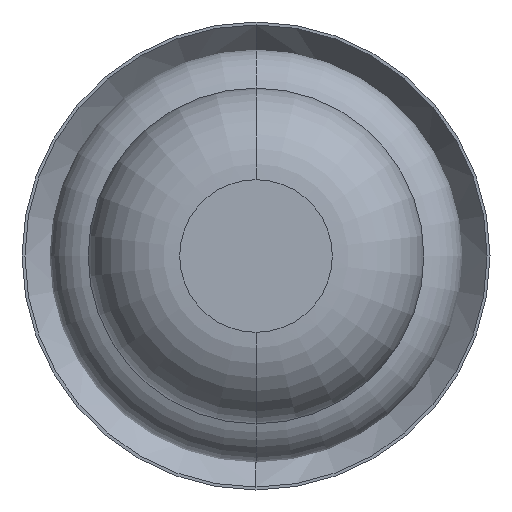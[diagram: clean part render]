
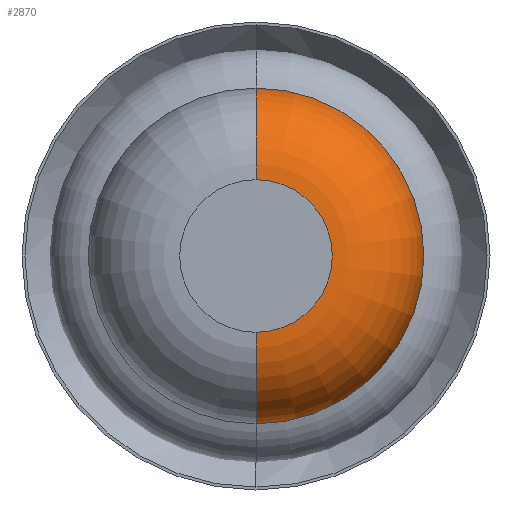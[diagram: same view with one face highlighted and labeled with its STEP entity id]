
A CAD part, front view. The second image highlights one B-rep face of the part: STEP entity #2870.
In plain terms, the highlighted toroidal (fillet/blend) face has major radius 0.375 mm and minor radius 0.45 mm.
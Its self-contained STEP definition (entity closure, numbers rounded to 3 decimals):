
#21 = DIRECTION ( 'NONE',  ( 0., 1., 0. ) ) ;
#58 = DIRECTION ( 'NONE',  ( 0., 0., 1. ) ) ;
#79 = EDGE_CURVE ( 'NONE', #1423, #326, #1503, .T. ) ;
#193 = CARTESIAN_POINT ( 'NONE',  ( 0., -24., -0.375 ) ) ;
#242 = AXIS2_PLACEMENT_3D ( 'NONE', #937, #4148, #3886 ) ;
#326 = VERTEX_POINT ( 'NONE', #2224 ) ;
#655 = ORIENTED_EDGE ( 'NONE', *, *, #666, .F. ) ;
#666 = EDGE_CURVE ( 'NONE', #3360, #3594, #1738, .T. ) ;
#710 = TOROIDAL_SURFACE ( 'NONE', #3814, 0.375, 0.45 ) ;
#722 = DIRECTION ( 'NONE',  ( -1., 0., 0. ) ) ;
#937 = CARTESIAN_POINT ( 'NONE',  ( 0., -23.55, -0.375 ) ) ;
#1065 = AXIS2_PLACEMENT_3D ( 'NONE', #3038, #1119, #3373 ) ;
#1119 = DIRECTION ( 'NONE',  ( 0., 1., 0. ) ) ;
#1350 = AXIS2_PLACEMENT_3D ( 'NONE', #3152, #3511, #3167 ) ;
#1423 = VERTEX_POINT ( 'NONE', #193 ) ;
#1492 = CARTESIAN_POINT ( 'NONE',  ( 0., -23.55, 0.825 ) ) ;
#1503 = CIRCLE ( 'NONE', #242, 0.45 ) ;
#1738 = CIRCLE ( 'NONE', #2194, 0.45 ) ;
#1995 = CARTESIAN_POINT ( 'NONE',  ( 0., -23.55, 0. ) ) ;
#2194 = AXIS2_PLACEMENT_3D ( 'NONE', #2944, #722, #58 ) ;
#2224 = CARTESIAN_POINT ( 'NONE',  ( 0., -23.55, -0.825 ) ) ;
#2621 = DIRECTION ( 'NONE',  ( 0., 0., 1. ) ) ;
#2759 = CIRCLE ( 'NONE', #1350, 0.375 ) ;
#2789 = ORIENTED_EDGE ( 'NONE', *, *, #3394, .F. ) ;
#2870 = ADVANCED_FACE ( 'Defeature ausgef�hrt3_1', ( #4009 ), #710, .T. ) ;
#2944 = CARTESIAN_POINT ( 'NONE',  ( 0., -23.55, 0.375 ) ) ;
#3038 = CARTESIAN_POINT ( 'NONE',  ( 0., -23.55, 0. ) ) ;
#3093 = EDGE_CURVE ( 'Defeature ausgef�hrt3_1+Defeature ausgef�hrt3_0+Defeature ausgef�hrt3_0+Defeature ausgef�hrt3_0', #3360, #1423, #2759, .T. ) ;
#3152 = CARTESIAN_POINT ( 'NONE',  ( 0., -24., 0. ) ) ;
#3167 = DIRECTION ( 'NONE',  ( 0., 0., 1. ) ) ;
#3353 = ORIENTED_EDGE ( 'NONE', *, *, #3093, .T. ) ;
#3360 = VERTEX_POINT ( 'NONE', #3977 ) ;
#3373 = DIRECTION ( 'NONE',  ( 0., 0., 1. ) ) ;
#3394 = EDGE_CURVE ( 'Defeature ausgef�hrt3_2+Defeature ausgef�hrt3_1+Defeature ausgef�hrt3_1+Defeature ausgef�hrt3_1', #3594, #326, #3838, .T. ) ;
#3511 = DIRECTION ( 'NONE',  ( 0., 1., 0. ) ) ;
#3594 = VERTEX_POINT ( 'NONE', #1492 ) ;
#3665 = EDGE_LOOP ( 'NONE', ( #3353, #3721, #2789, #655 ) ) ;
#3721 = ORIENTED_EDGE ( 'NONE', *, *, #79, .T. ) ;
#3814 = AXIS2_PLACEMENT_3D ( 'NONE', #1995, #21, #2621 ) ;
#3838 = CIRCLE ( 'NONE', #1065, 0.825 ) ;
#3886 = DIRECTION ( 'NONE',  ( 0., 0., -1. ) ) ;
#3977 = CARTESIAN_POINT ( 'NONE',  ( 0., -24., 0.375 ) ) ;
#4009 = FACE_OUTER_BOUND ( 'NONE', #3665, .T. ) ;
#4148 = DIRECTION ( 'NONE',  ( 1., 0., 0. ) ) ;
